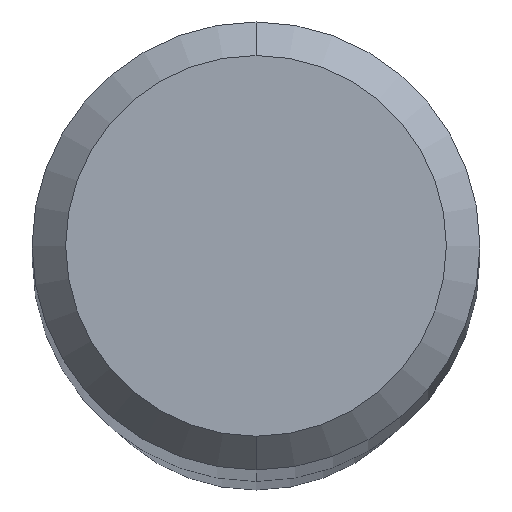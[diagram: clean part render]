
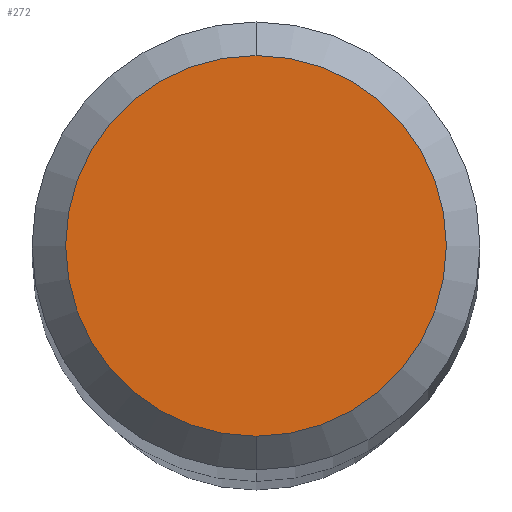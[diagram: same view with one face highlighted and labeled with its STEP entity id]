
A CAD part, top view. The second image highlights one B-rep face of the part: STEP entity #272.
In plain terms, the highlighted planar face has unit normal (0, 0, 1).
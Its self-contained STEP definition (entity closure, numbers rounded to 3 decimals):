
#248=EDGE_CURVE('',#320,#416,#545,.T.);
#272=ADVANCED_FACE('',(#570),#571,.T.);
#320=VERTEX_POINT('',#626);
#328=EDGE_CURVE('',#416,#320,#634,.T.);
#416=VERTEX_POINT('',#728);
#545=CIRCLE('',#947,1.7);
#570=FACE_OUTER_BOUND('',#987,.T.);
#571=PLANE('',#988);
#626=CARTESIAN_POINT('',(0.0,1.7,0.0));
#634=CIRCLE('',#1131,1.7);
#728=CARTESIAN_POINT('',(0.,-1.7,0.0));
#947=AXIS2_PLACEMENT_3D('',#1478,#1479,#1480);
#987=EDGE_LOOP('',(#1500,#1501));
#988=AXIS2_PLACEMENT_3D('',#1502,#1503,#1504);
#1131=AXIS2_PLACEMENT_3D('',#1572,#1573,#1574);
#1478=CARTESIAN_POINT('',(0.0,0.0,0.0));
#1479=DIRECTION('',(0.0,0.0,-1.0));
#1480=DIRECTION('',(0.0,1.0,0.0));
#1500=ORIENTED_EDGE('',*,*,#248,.F.);
#1501=ORIENTED_EDGE('',*,*,#328,.F.);
#1502=CARTESIAN_POINT('',(0.0,0.85,0.0));
#1503=DIRECTION('',(-0.0,0.0,1.0));
#1504=DIRECTION('',(0.0,-1.0,0.0));
#1572=CARTESIAN_POINT('',(0.0,0.0,0.0));
#1573=DIRECTION('',(0.0,0.0,-1.0));
#1574=DIRECTION('',(0.0,1.0,0.0));
